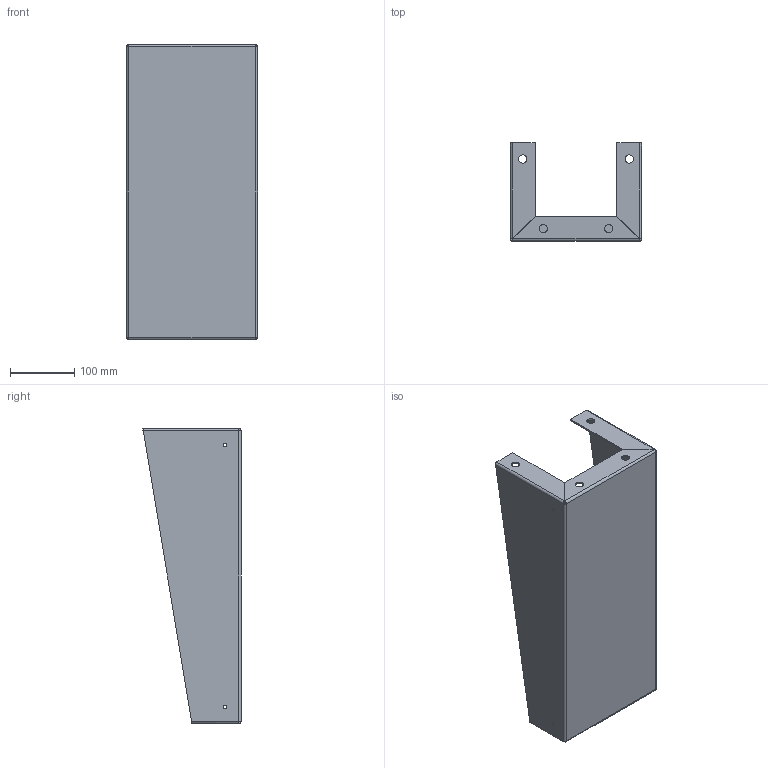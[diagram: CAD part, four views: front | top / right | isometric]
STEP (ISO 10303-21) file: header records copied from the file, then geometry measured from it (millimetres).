
FILE_DESCRIPTION( ( 'Unknown' ), '1' );
FILE_NAME( 'AMF1808.stp', 'Unknown', ( 'Unknown' ), ( 'Unknown' ), 'PSStep 16.0.42', 'Unknown', ' ' );
FILE_SCHEMA( ( 'AUTOMOTIVE_DESIGN { 1 0 10303 214 1 1 1 1 }' ) );
Length unit declared in the file: millimetre
Products named in the file (1): 1
Bounding box: 203.2 x 152.4 x 457.2 mm (x, y, z)
Volume: 578928.8 mm3; surface area: 440577.4 mm2
Topology: 1 solids, 1 shells, 281 faces, 583 edges, 304 vertices
Faces by surface type: cylinder 123, plane 90, bspline 68
Full cylindrical faces by diameter (mm): 5.105 x4, 12.7 x7
Entity records: 18398 total; most frequent: CARTESIAN_POINT 10738, ORIENTED_EDGE 1140, DIRECTION 980, EDGE_CURVE 570, AXIS2_PLACEMENT_3D 340, EDGE_LOOP 314, VERTEX_POINT 302, LINE 300
